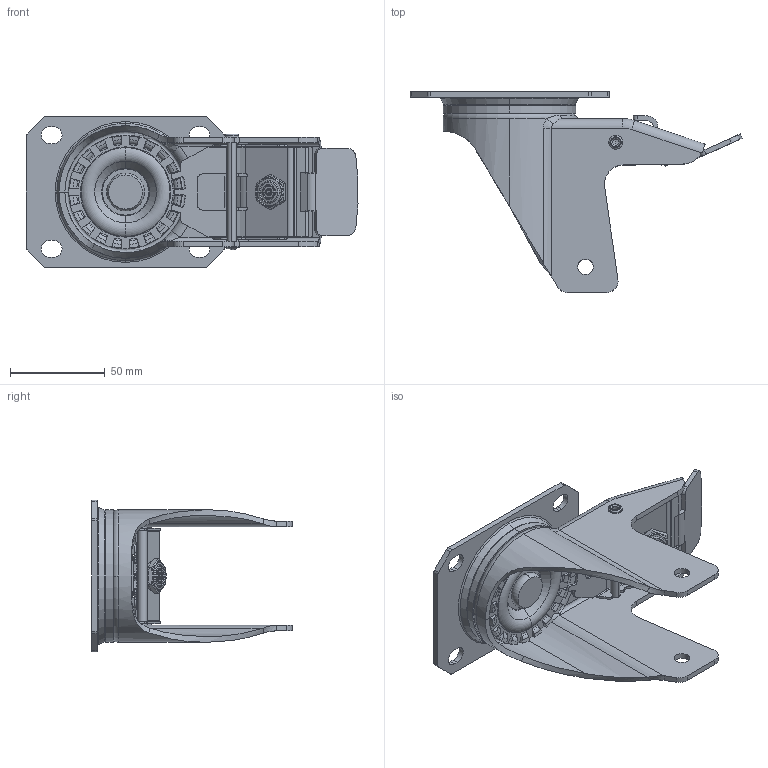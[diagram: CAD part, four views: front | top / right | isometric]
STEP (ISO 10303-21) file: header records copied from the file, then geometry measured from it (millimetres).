
FILE_DESCRIPTION (( 'STEP AP214' ), '1' );
FILE_NAME ('0055262.step', '2023-07-31T07:42:49', ( '' ), ( '' ), 'SwSTEP 2.0', 'SolidWorks 2020', '' );
FILE_SCHEMA (( 'AUTOMOTIVE_DESIGN' ));
Length unit declared in the file: millimetre
Products named in the file (1): 0055262
Bounding box: 175.08 x 106 x 80 mm (x, y, z)
Surface area: 68370.4 mm2 (no closed solid volume)
Topology: 0 solids, 13 shells, 460 faces, 1474 edges, 993 vertices
Faces by surface type: cylinder 146, plane 136, torus 84, cone 56, bspline 22, sphere 16
Entity records: 24141 total; most frequent: CARTESIAN_POINT 6652, DIRECTION 2545, ORIENTED_EDGE 2463, EDGE_CURVE 1474, AXIS2_PLACEMENT_3D 997, VERTEX_POINT 993, CIRCLE 558, LINE 551
